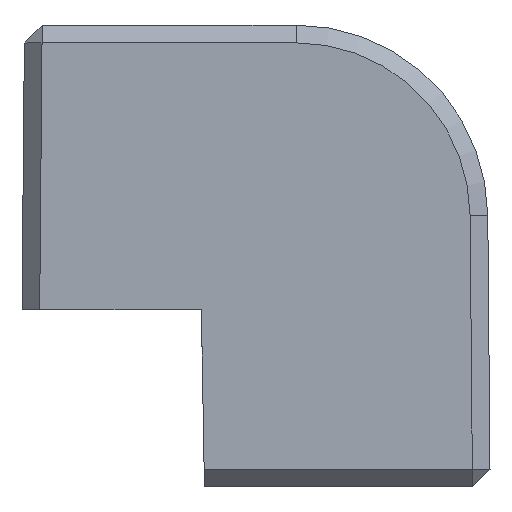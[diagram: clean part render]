
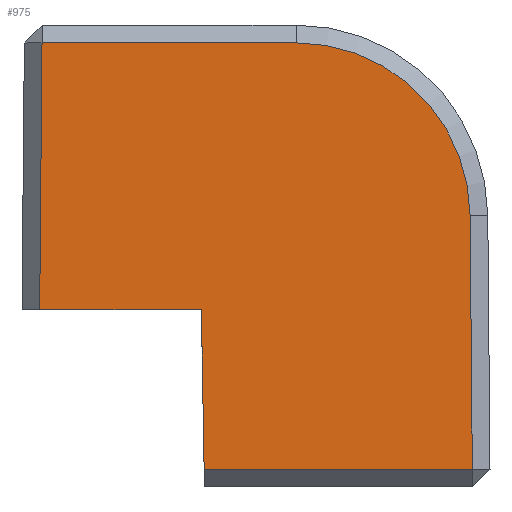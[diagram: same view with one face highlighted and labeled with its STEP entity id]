
A CAD part, left-side view. The second image highlights one B-rep face of the part: STEP entity #975.
In plain terms, the highlighted planar face has unit normal (-1, 0, 0).
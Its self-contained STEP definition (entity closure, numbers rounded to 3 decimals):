
#399=AXIS2_PLACEMENT_3D('Circle Axis2P3D',#397,#398,$) ;
#959=AXIS2_PLACEMENT_3D('Plane Axis2P3D',#956,#957,#958) ;
#394=CARTESIAN_POINT('Vertex',(-9.417,-81.912,24.3)) ;
#397=CARTESIAN_POINT('Axis2P3D Location',(-9.417,-81.912,14.466)) ;
#401=CARTESIAN_POINT('Vertex',(-9.417,-91.746,14.552)) ;
#660=CARTESIAN_POINT('Vertex',(-9.417,-67.412,9.2)) ;
#672=CARTESIAN_POINT('Vertex',(-9.417,-76.552,9.2)) ;
#675=CARTESIAN_POINT('Line Origine',(-9.417,-71.982,9.2)) ;
#696=CARTESIAN_POINT('Vertex',(-9.417,-67.543,24.3)) ;
#699=CARTESIAN_POINT('Line Origine',(-9.417,-79.646,24.3)) ;
#779=CARTESIAN_POINT('Line Origine',(-9.417,-67.434,11.75)) ;
#910=CARTESIAN_POINT('Vertex',(-9.417,-76.709,0.2)) ;
#915=CARTESIAN_POINT('Line Origine',(-9.417,-76.631,4.7)) ;
#941=CARTESIAN_POINT('Vertex',(-9.417,-91.871,0.2)) ;
#944=CARTESIAN_POINT('Line Origine',(-9.417,-91.766,12.25)) ;
#956=CARTESIAN_POINT('Axis2P3D Location',(-9.417,0.,0.)) ;
#961=CARTESIAN_POINT('Line Origine',(-9.417,-84.29,0.2)) ;
#398=DIRECTION('Axis2P3D Direction',(1.,0.,0.)) ;
#676=DIRECTION('Vector Direction',(0.,-1.,0.)) ;
#700=DIRECTION('Vector Direction',(0.,1.,0.)) ;
#780=DIRECTION('Vector Direction',(0.,0.009,-1.)) ;
#916=DIRECTION('Vector Direction',(0.,-0.017,-1.)) ;
#945=DIRECTION('Vector Direction',(0.,0.009,1.)) ;
#957=DIRECTION('Axis2P3D Direction',(1.,0.,0.)) ;
#958=DIRECTION('Axis2P3D XDirection',(0.,1.,0.)) ;
#962=DIRECTION('Vector Direction',(0.,-1.,0.)) ;
#677=VECTOR('Line Direction',#676,1.) ;
#701=VECTOR('Line Direction',#700,1.) ;
#781=VECTOR('Line Direction',#780,1.) ;
#917=VECTOR('Line Direction',#916,1.) ;
#946=VECTOR('Line Direction',#945,1.) ;
#963=VECTOR('Line Direction',#962,1.) ;
#967=ORIENTED_EDGE('',*,*,#965,.F.) ;
#968=ORIENTED_EDGE('',*,*,#948,.F.) ;
#969=ORIENTED_EDGE('',*,*,#403,.F.) ;
#970=ORIENTED_EDGE('',*,*,#703,.F.) ;
#971=ORIENTED_EDGE('',*,*,#783,.F.) ;
#972=ORIENTED_EDGE('',*,*,#679,.F.) ;
#973=ORIENTED_EDGE('',*,*,#919,.F.) ;
#975=ADVANCED_FACE('Body.2',(#974),#960,.F.) ;
#400=CIRCLE('generated circle',#399,9.834) ;
#403=EDGE_CURVE('',#395,#402,#400,.T.) ;
#679=EDGE_CURVE('',#673,#661,#678,.F.) ;
#703=EDGE_CURVE('',#697,#395,#702,.F.) ;
#783=EDGE_CURVE('',#661,#697,#782,.F.) ;
#919=EDGE_CURVE('',#911,#673,#918,.F.) ;
#948=EDGE_CURVE('',#402,#942,#947,.F.) ;
#965=EDGE_CURVE('',#942,#911,#964,.F.) ;
#966=EDGE_LOOP('',(#967,#968,#969,#970,#971,#972,#973)) ;
#974=FACE_OUTER_BOUND('',#966,.T.) ;
#678=LINE('Line',#675,#677) ;
#702=LINE('Line',#699,#701) ;
#782=LINE('Line',#779,#781) ;
#918=LINE('Line',#915,#917) ;
#947=LINE('Line',#944,#946) ;
#964=LINE('Line',#961,#963) ;
#960=PLANE('',#959) ;
#395=VERTEX_POINT('',#394) ;
#402=VERTEX_POINT('',#401) ;
#661=VERTEX_POINT('',#660) ;
#673=VERTEX_POINT('',#672) ;
#697=VERTEX_POINT('',#696) ;
#911=VERTEX_POINT('',#910) ;
#942=VERTEX_POINT('',#941) ;
